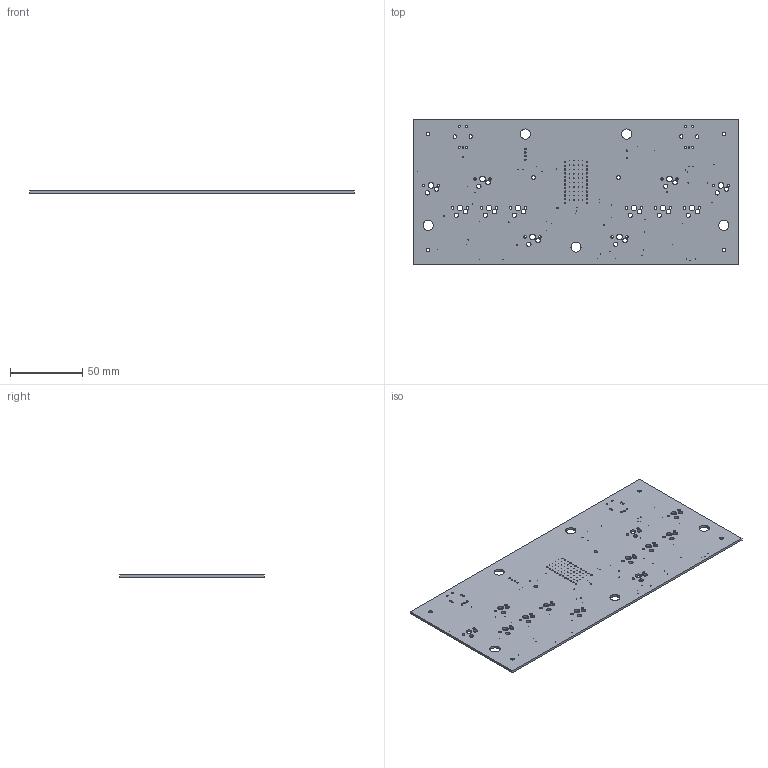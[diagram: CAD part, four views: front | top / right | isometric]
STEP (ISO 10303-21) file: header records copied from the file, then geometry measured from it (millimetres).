
FILE_DESCRIPTION(('Designed by EasyEDA Pro'),'2;1');
FILE_NAME('Open CASCADE Shape Model','2024-12-18T22:46:13',('Author'),( 'Open CASCADE'),'Open CASCADE STEP processor 7.8','Open CASCADE 7.8' ,'Unknown');
FILE_SCHEMA(('AUTOMOTIVE_DESIGN { 1 0 10303 214 1 1 1 1 }'));
Length unit declared in the file: millimetre
Products named in the file (4): PCBModel; TopTrack; BottomTrack; Board
Assembly tree (3 placements, depth 2):
  PCBModel
    TopTrack
    BottomTrack
    Board
Bounding box: 223.97 x 99.97 x 1.6 mm (x, y, z)
Volume: 34781.9 mm3; surface area: 45981.7 mm2
Topology: 1 solids, 1 shells, 436 faces, 1302 edges, 868 vertices
Faces by surface type: cylinder 422, plane 14
Entity records: 19148 total; most frequent: DIRECTION 3026, CARTESIAN_POINT 2610, ORIENTED_EDGE 2604, EDGE_CURVE 1302, AXIS2_PLACEMENT_3D 1284, VERTEX_POINT 868, FACE_BOUND 858, EDGE_LOOP 858
